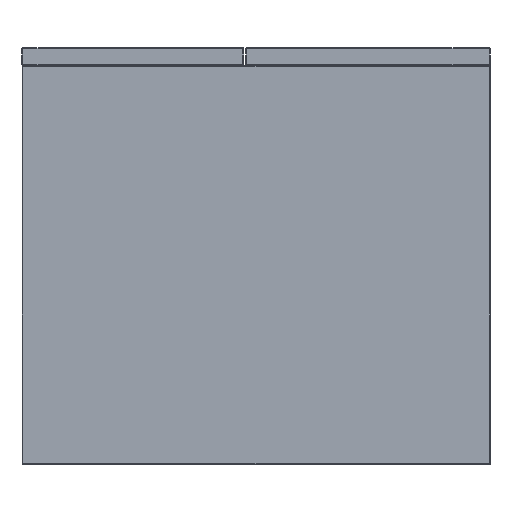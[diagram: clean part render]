
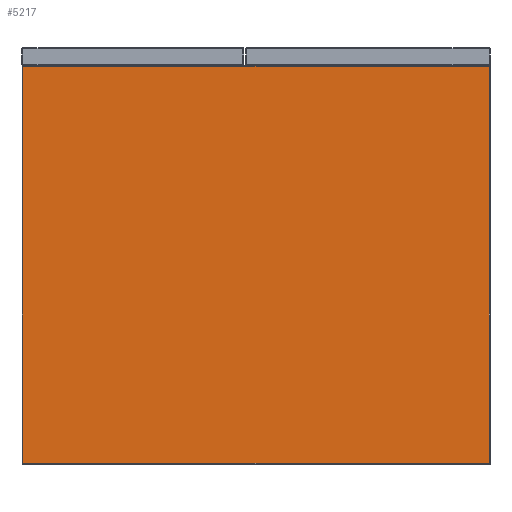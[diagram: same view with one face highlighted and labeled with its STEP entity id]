
A CAD part, left-side view. The second image highlights one B-rep face of the part: STEP entity #5217.
In plain terms, the highlighted planar face has unit normal (-1, 0, 0).
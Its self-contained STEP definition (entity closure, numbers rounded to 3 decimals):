
#953 = VECTOR ( 'NONE', #8543, 1000. ) ;
#1342 = LINE ( 'NONE', #9735, #12907 ) ;
#1417 = DIRECTION ( 'NONE',  ( 1., 0., 0. ) ) ;
#1875 = EDGE_CURVE ( 'NONE', #13852, #3469, #7527, .T. ) ;
#2688 = VECTOR ( 'NONE', #11656, 1000. ) ;
#2704 = DIRECTION ( 'NONE',  ( 0., 1., 0. ) ) ;
#3469 = VERTEX_POINT ( 'NONE', #11902 ) ;
#4420 = CARTESIAN_POINT ( 'NONE',  ( 0., -249., 212. ) ) ;
#5217 = ADVANCED_FACE ( 'NONE', ( #11563 ), #15318, .F. ) ;
#6315 = EDGE_CURVE ( 'NONE', #9089, #13852, #1342, .T. ) ;
#6970 = DIRECTION ( 'NONE',  ( 0., 0., -1. ) ) ;
#7527 = LINE ( 'NONE', #10280, #2688 ) ;
#7893 = EDGE_LOOP ( 'NONE', ( #15768, #13795, #13299, #17966 ) ) ;
#8543 = DIRECTION ( 'NONE',  ( 0., -1., 0. ) ) ;
#9088 = CARTESIAN_POINT ( 'NONE',  ( 0., -249., 0. ) ) ;
#9089 = VERTEX_POINT ( 'NONE', #4420 ) ;
#9735 = CARTESIAN_POINT ( 'NONE',  ( 0., 0., 212. ) ) ;
#10280 = CARTESIAN_POINT ( 'NONE',  ( 0., 249., 0. ) ) ;
#11563 = FACE_OUTER_BOUND ( 'NONE', #7893, .T. ) ;
#11656 = DIRECTION ( 'NONE',  ( 0., 0., -1. ) ) ;
#11850 = VECTOR ( 'NONE', #16131, 1000. ) ;
#11902 = CARTESIAN_POINT ( 'NONE',  ( 0., 249., -212. ) ) ;
#11924 = LINE ( 'NONE', #9088, #11850 ) ;
#12233 = CARTESIAN_POINT ( 'NONE',  ( 0., 0., -212. ) ) ;
#12907 = VECTOR ( 'NONE', #2704, 1000. ) ;
#13143 = CARTESIAN_POINT ( 'NONE',  ( 0., -249., -212. ) ) ;
#13299 = ORIENTED_EDGE ( 'NONE', *, *, #6315, .T. ) ;
#13795 = ORIENTED_EDGE ( 'NONE', *, *, #15956, .T. ) ;
#13852 = VERTEX_POINT ( 'NONE', #15178 ) ;
#13938 = CARTESIAN_POINT ( 'NONE',  ( 0., 0., 0. ) ) ;
#14052 = VERTEX_POINT ( 'NONE', #13143 ) ;
#15178 = CARTESIAN_POINT ( 'NONE',  ( 0., 249., 212. ) ) ;
#15318 = PLANE ( 'NONE',  #15700 ) ;
#15700 = AXIS2_PLACEMENT_3D ( 'NONE', #13938, #1417, #6970 ) ;
#15768 = ORIENTED_EDGE ( 'NONE', *, *, #16956, .T. ) ;
#15956 = EDGE_CURVE ( 'NONE', #14052, #9089, #11924, .T. ) ;
#16131 = DIRECTION ( 'NONE',  ( 0., 0., 1. ) ) ;
#16956 = EDGE_CURVE ( 'NONE', #3469, #14052, #17740, .T. ) ;
#17740 = LINE ( 'NONE', #12233, #953 ) ;
#17966 = ORIENTED_EDGE ( 'NONE', *, *, #1875, .T. ) ;
